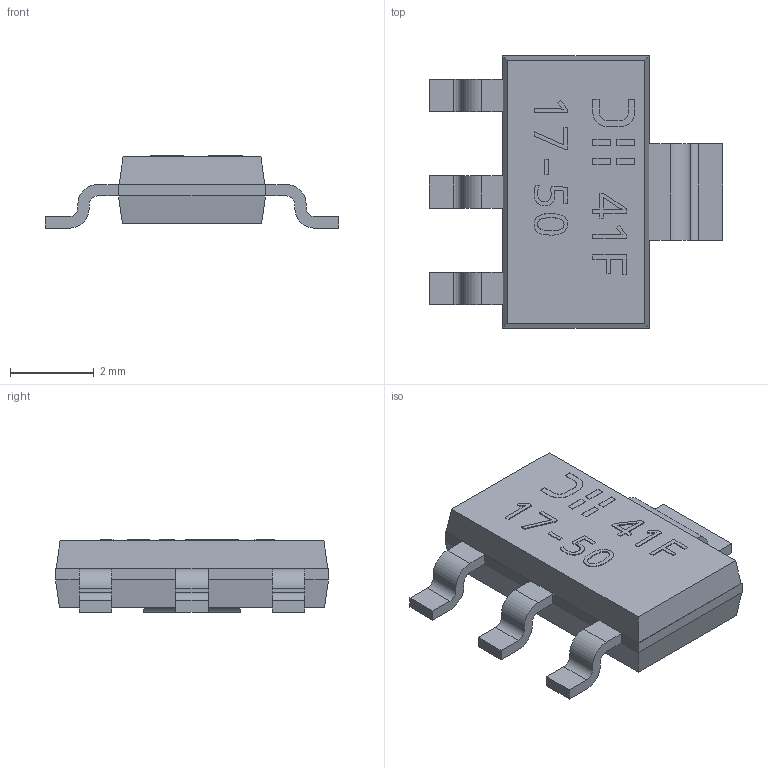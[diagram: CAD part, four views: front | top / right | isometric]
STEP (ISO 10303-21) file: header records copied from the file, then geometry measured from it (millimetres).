
FILE_DESCRIPTION(('FreeCAD Model'),'2;1');
FILE_NAME('SOT_223_3.step','2020-09-30T21:04:33',( 'kicad StepUp'),('ksu MCAD'),'Open CASCADE STEP processor 7.4', 'FreeCAD','Unknown');
FILE_SCHEMA(('AUTOMOTIVE_DESIGN { 1 0 10303 214 1 1 1 1 }'));
Length unit declared in the file: millimetre
Products named in the file (1): SOT_223_3
Bounding box: 7 x 6.5 x 1.72 mm (x, y, z)
Volume: 37.8 mm3; surface area: 102.3 mm2
Topology: 14 solids, 14 shells, 219 faces, 545 edges, 354 vertices
Faces by surface type: plane 153, extrusion 30, cylinder 20, bspline 16
Entity records: 8076 total; most frequent: CARTESIAN_POINT 1363, ORIENTED_EDGE 1090, DIRECTION 887, EDGE_CURVE 545, VECTOR 459, LINE 429, VERTEX_POINT 354, PRESENTATION_STYLE_ASSIGNMENT 233
